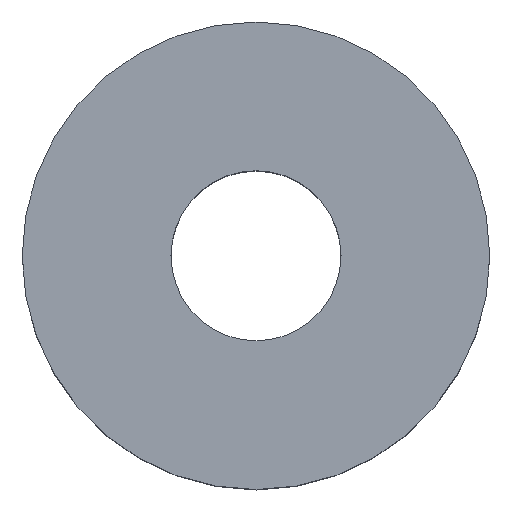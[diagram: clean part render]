
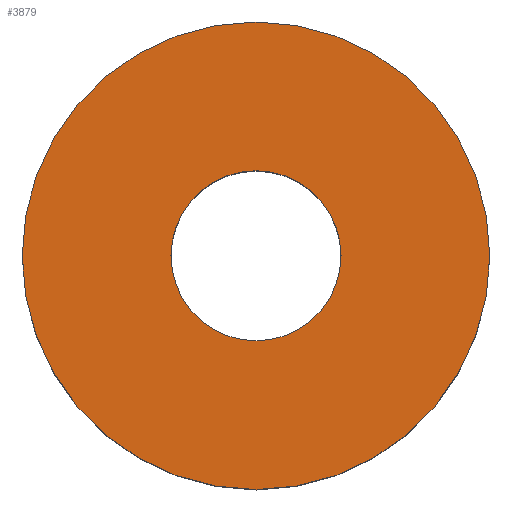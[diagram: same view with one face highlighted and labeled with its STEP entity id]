
A CAD part, top view. The second image highlights one B-rep face of the part: STEP entity #3879.
In plain terms, the highlighted planar face has unit normal (0, 0, 1).
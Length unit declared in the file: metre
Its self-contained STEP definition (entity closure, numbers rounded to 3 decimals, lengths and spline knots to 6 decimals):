
#13=PLANE('',#4501);
#1419=ORIENTED_EDGE('',*,*,#2230,.F.);
#1420=ORIENTED_EDGE('',*,*,#2229,.T.);
#2229=EDGE_CURVE('',#2635,#2635,#3041,.T.);
#2230=EDGE_CURVE('',#2636,#2636,#3042,.T.);
#2635=VERTEX_POINT('',#7144);
#2636=VERTEX_POINT('',#7147);
#3041=CIRCLE('',#4500,0.0165);
#3042=CIRCLE('',#4502,0.006);
#3250=EDGE_LOOP('',(#1419));
#3251=EDGE_LOOP('',(#1420));
#3464=FACE_BOUND('',#3250,.T.);
#3465=FACE_BOUND('',#3251,.T.);
#3879=ADVANCED_FACE('',(#3464,#3465),#13,.T.);
#4500=AXIS2_PLACEMENT_3D('',#7143,#5918,#5919);
#4501=AXIS2_PLACEMENT_3D('',#7145,#5920,#5921);
#4502=AXIS2_PLACEMENT_3D('',#7146,#5922,#5923);
#5918=DIRECTION('',(0.,0.,1.));
#5919=DIRECTION('',(1.,0.,0.));
#5920=DIRECTION('',(0.,0.,1.));
#5921=DIRECTION('',(1.,0.,0.));
#5922=DIRECTION('',(0.,0.,1.));
#5923=DIRECTION('',(1.,0.,0.));
#7143=CARTESIAN_POINT('',(0.,0.,0.015));
#7144=CARTESIAN_POINT('',(0.0165,0.,0.015));
#7145=CARTESIAN_POINT('',(0.,0.,0.015));
#7146=CARTESIAN_POINT('',(0.,0.,0.015));
#7147=CARTESIAN_POINT('',(0.006,0.,0.015));
